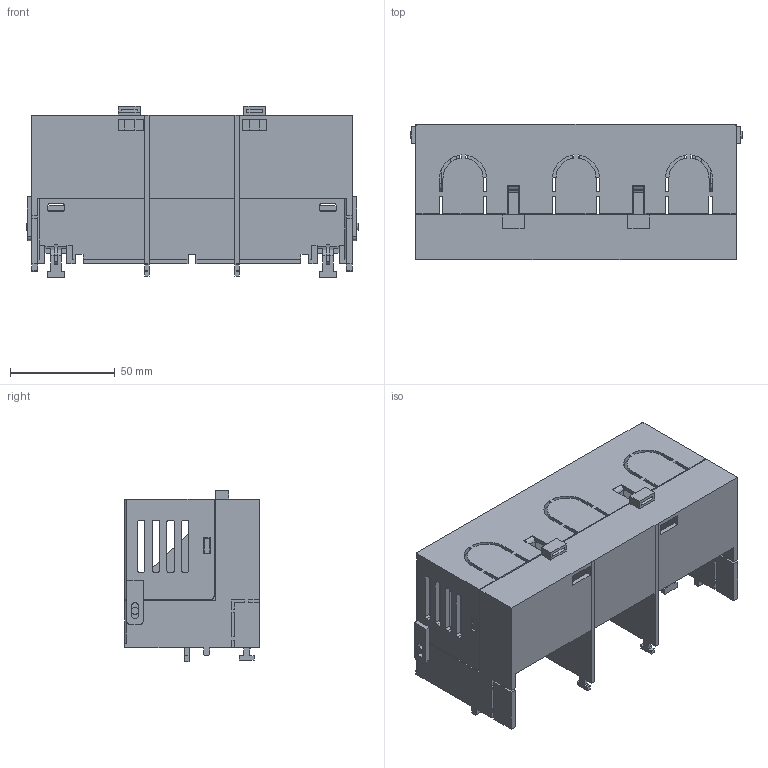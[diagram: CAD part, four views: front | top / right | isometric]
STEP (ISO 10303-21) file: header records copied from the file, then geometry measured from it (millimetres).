
FILE_DESCRIPTION(/* description */ ('STEP AP214'),/* implementation_level */ '2;1');
FILE_NAME(/* name */ '150-TC1',/* time_stamp */ '2025-04-15T20:13:24+02:00',/* author */ ('License CC BY-ND 4.0'),/* organization */ ('CADENAS'),/* preprocessor_version */ 'ST-DEVELOPER v19.3',/* originating_system */ 'PARTsolutions',/* authorisation */ ' ');
FILE_SCHEMA (('AUTOMOTIVE_DESIGN {1 0 10303 214 3 1 1}'));
Length unit declared in the file: millimetre
Products named in the file (1): 150-TC1
Bounding box: 158.7 x 64.7 x 81.96 mm (x, y, z)
Volume: 101922.3 mm3; surface area: 94502.6 mm2
Topology: 1 solids, 1 shells, 686 faces, 2057 edges, 1362 vertices
Faces by surface type: plane 503, cylinder 183
Full cylindrical faces by diameter (mm): 3.39 x2, 5.35 x3
Entity records: 23170 total; most frequent: CARTESIAN_POINT 4099, ORIENTED_EDGE 4096, DIRECTION 3798, EDGE_CURVE 2048, LINE 1668, VECTOR 1668, VERTEX_POINT 1358, AXIS2_PLACEMENT_3D 1065
